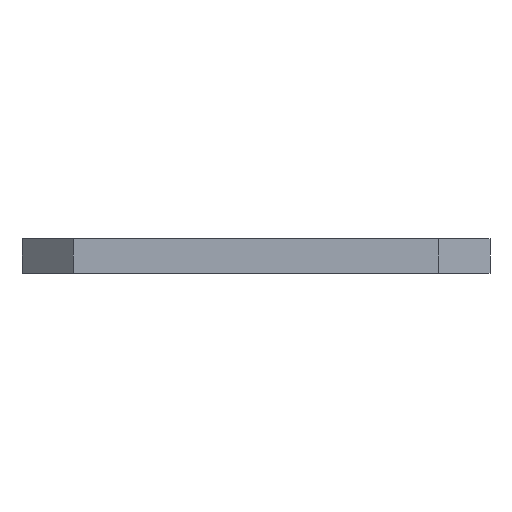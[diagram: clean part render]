
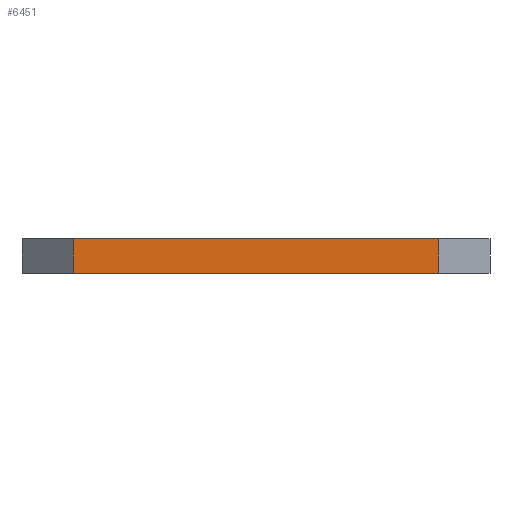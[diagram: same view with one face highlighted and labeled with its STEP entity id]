
A CAD part, front view. The second image highlights one B-rep face of the part: STEP entity #6451.
In plain terms, the highlighted planar face has unit normal (0, -1, 0).
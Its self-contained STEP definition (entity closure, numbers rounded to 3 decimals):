
#247 = EDGE_LOOP ( 'NONE', ( #3442, #14281, #14309, #6291 ) ) ;
#1537 = DIRECTION ( 'NONE',  ( 1., 0., 0. ) ) ;
#2015 = EDGE_CURVE ( 'NONE', #16145, #10859, #5107, .T. ) ;
#2832 = CARTESIAN_POINT ( 'NONE',  ( 43., -85., 8. ) ) ;
#3057 = LINE ( 'NONE', #12659, #12618 ) ;
#3353 = VERTEX_POINT ( 'NONE', #6169 ) ;
#3401 = EDGE_CURVE ( 'NONE', #15390, #10859, #11869, .T. ) ;
#3442 = ORIENTED_EDGE ( 'NONE', *, *, #4559, .T. ) ;
#4056 = VECTOR ( 'NONE', #1537, 1000. ) ;
#4559 = EDGE_CURVE ( 'NONE', #3353, #16145, #3057, .T. ) ;
#4931 = PLANE ( 'NONE',  #12035 ) ;
#5107 = LINE ( 'NONE', #6140, #6831 ) ;
#6140 = CARTESIAN_POINT ( 'NONE',  ( 43., -85., 8. ) ) ;
#6169 = CARTESIAN_POINT ( 'NONE',  ( -43., -85., 0. ) ) ;
#6291 = ORIENTED_EDGE ( 'NONE', *, *, #6983, .T. ) ;
#6451 = ADVANCED_FACE ( 'NONE', ( #7677 ), #4931, .F. ) ;
#6831 = VECTOR ( 'NONE', #14762, 1000. ) ;
#6983 = EDGE_CURVE ( 'NONE', #15390, #3353, #13336, .T. ) ;
#7677 = FACE_OUTER_BOUND ( 'NONE', #247, .T. ) ;
#8506 = CARTESIAN_POINT ( 'NONE',  ( 55., -85., 8. ) ) ;
#8732 = CARTESIAN_POINT ( 'NONE',  ( -43., -85., 8. ) ) ;
#10051 = CARTESIAN_POINT ( 'NONE',  ( 55., -85., 8. ) ) ;
#10859 = VERTEX_POINT ( 'NONE', #2832 ) ;
#11090 = DIRECTION ( 'NONE',  ( 0., 1., 0. ) ) ;
#11259 = CARTESIAN_POINT ( 'NONE',  ( 43., -85., 0. ) ) ;
#11314 = DIRECTION ( 'NONE',  ( -1., 0., 0. ) ) ;
#11353 = DIRECTION ( 'NONE',  ( 1., 0., 0. ) ) ;
#11869 = LINE ( 'NONE', #8506, #4056 ) ;
#12035 = AXIS2_PLACEMENT_3D ( 'NONE', #10051, #11090, #11314 ) ;
#12266 = DIRECTION ( 'NONE',  ( 0., 0., -1. ) ) ;
#12618 = VECTOR ( 'NONE', #11353, 1000. ) ;
#12659 = CARTESIAN_POINT ( 'NONE',  ( 55., -85., 0. ) ) ;
#13336 = LINE ( 'NONE', #14935, #14524 ) ;
#14281 = ORIENTED_EDGE ( 'NONE', *, *, #2015, .T. ) ;
#14309 = ORIENTED_EDGE ( 'NONE', *, *, #3401, .F. ) ;
#14524 = VECTOR ( 'NONE', #12266, 1000. ) ;
#14762 = DIRECTION ( 'NONE',  ( 0., 0., 1. ) ) ;
#14935 = CARTESIAN_POINT ( 'NONE',  ( -43., -85., 8. ) ) ;
#15390 = VERTEX_POINT ( 'NONE', #8732 ) ;
#16145 = VERTEX_POINT ( 'NONE', #11259 ) ;
